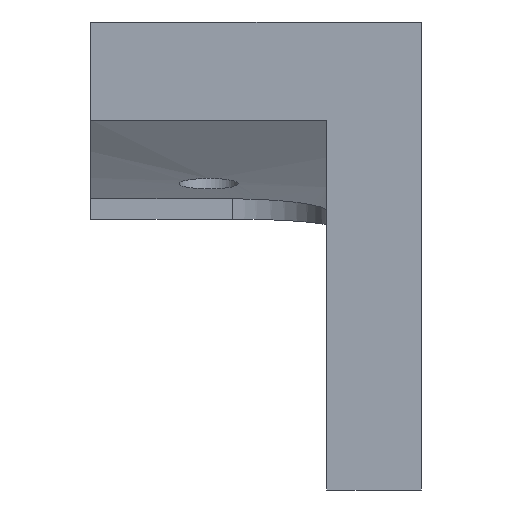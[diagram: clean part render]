
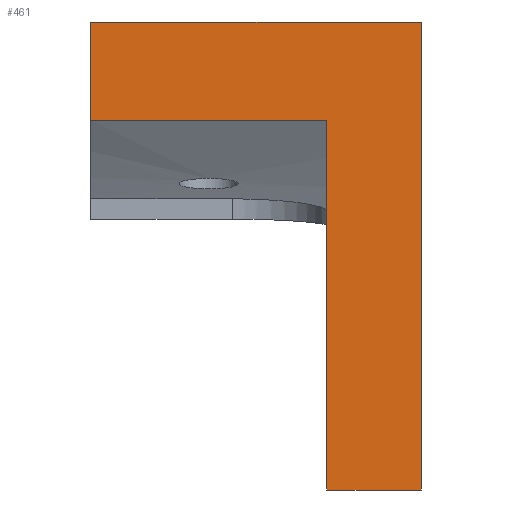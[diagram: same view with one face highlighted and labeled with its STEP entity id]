
A CAD part, front view. The second image highlights one B-rep face of the part: STEP entity #461.
In plain terms, the highlighted planar face has unit normal (0, -1, 0).
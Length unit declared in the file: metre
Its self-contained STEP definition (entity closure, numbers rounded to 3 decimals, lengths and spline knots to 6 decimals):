
#19=PLANE('',#522);
#29=LINE('',#708,#65);
#32=LINE('',#754,#68);
#37=LINE('',#790,#73);
#47=LINE('',#824,#83);
#53=LINE('',#835,#89);
#54=LINE('',#836,#90);
#65=VECTOR('',#552,1.);
#68=VECTOR('',#567,1.);
#73=VECTOR('',#582,1.);
#83=VECTOR('',#614,1.);
#89=VECTOR('',#630,1.);
#90=VECTOR('',#631,1.);
#190=ORIENTED_EDGE('',*,*,#277,.F.);
#191=ORIENTED_EDGE('',*,*,#256,.F.);
#192=ORIENTED_EDGE('',*,*,#301,.T.);
#193=ORIENTED_EDGE('',*,*,#266,.T.);
#194=ORIENTED_EDGE('',*,*,#295,.T.);
#195=ORIENTED_EDGE('',*,*,#302,.T.);
#256=EDGE_CURVE('',#320,#312,#29,.T.);
#266=EDGE_CURVE('',#331,#330,#32,.T.);
#277=EDGE_CURVE('',#312,#341,#37,.T.);
#295=EDGE_CURVE('',#330,#353,#47,.T.);
#301=EDGE_CURVE('',#320,#331,#53,.T.);
#302=EDGE_CURVE('',#353,#341,#54,.T.);
#312=VERTEX_POINT('',#683);
#320=VERTEX_POINT('',#707);
#330=VERTEX_POINT('',#753);
#331=VERTEX_POINT('',#755);
#341=VERTEX_POINT('',#791);
#353=VERTEX_POINT('',#823);
#381=EDGE_LOOP('',(#190,#191,#192,#193,#194,#195));
#419=FACE_BOUND('',#381,.T.);
#461=ADVANCED_FACE('',(#419),#19,.T.);
#522=AXIS2_PLACEMENT_3D('',#834,#628,#629);
#552=DIRECTION('',(1.,0.,0.));
#567=DIRECTION('',(1.,0.,0.));
#582=DIRECTION('',(0.,0.,-1.));
#614=DIRECTION('',(0.,0.,-1.));
#628=DIRECTION('',(0.,-1.,0.));
#629=DIRECTION('',(1.,0.,0.));
#630=DIRECTION('',(0.,0.,-1.));
#631=DIRECTION('',(1.,0.,0.));
#683=CARTESIAN_POINT('',(-0.003,-0.012655,0.016455));
#707=CARTESIAN_POINT('',(-0.017,-0.012655,0.016455));
#708=CARTESIAN_POINT('',(-0.007,-0.012655,0.016455));
#753=CARTESIAN_POINT('',(-0.007,-0.012655,0.012302));
#754=CARTESIAN_POINT('',(-0.017,-0.012655,0.012302));
#755=CARTESIAN_POINT('',(-0.017,-0.012655,0.012302));
#790=CARTESIAN_POINT('',(-0.003,-0.012655,0.01926));
#791=CARTESIAN_POINT('',(-0.003,-0.012655,-0.00336));
#823=CARTESIAN_POINT('',(-0.007,-0.012655,-0.00336));
#824=CARTESIAN_POINT('',(-0.007,-0.012655,0.01926));
#834=CARTESIAN_POINT('',(-0.007,-0.012655,0.01926));
#835=CARTESIAN_POINT('',(-0.017,-0.012655,0.01926));
#836=CARTESIAN_POINT('',(-0.007,-0.012655,-0.00336));
